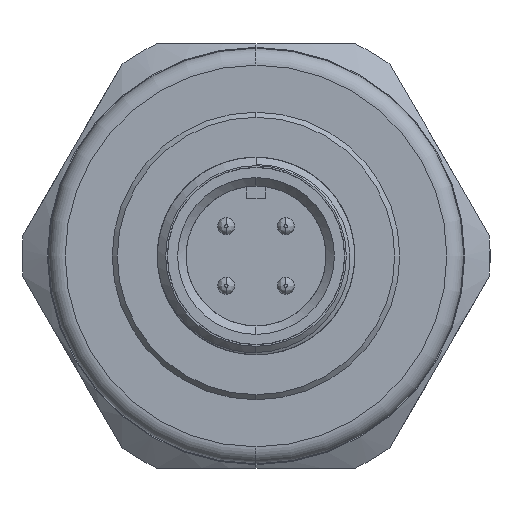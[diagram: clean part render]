
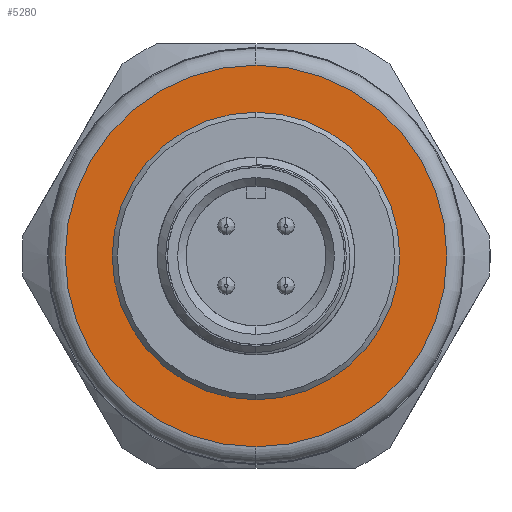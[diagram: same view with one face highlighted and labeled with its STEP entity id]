
A CAD part, left-side view. The second image highlights one B-rep face of the part: STEP entity #5280.
In plain terms, the highlighted face is planar.
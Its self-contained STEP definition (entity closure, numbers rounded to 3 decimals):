
#1656=CARTESIAN_POINT('',(-3.563,23.741,49.057));
#1657=DIRECTION('',(0.,1.,0.));
#1658=DIRECTION('',(0.,0.,1.));
#1659=AXIS2_PLACEMENT_3D('',#1656,#1657,#1658);
#1661=CARTESIAN_POINT('',(-3.563,23.741,49.057));
#1662=DIRECTION('',(0.,1.,0.));
#1663=DIRECTION('',(0.,0.,-1.));
#1664=AXIS2_PLACEMENT_3D('',#1661,#1662,#1663);
#1666=CARTESIAN_POINT('',(-3.563,23.741,49.057));
#1667=DIRECTION('',(0.,1.,0.));
#1668=DIRECTION('',(1.,0.,0.));
#1669=AXIS2_PLACEMENT_3D('',#1666,#1667,#1668);
#1671=CARTESIAN_POINT('',(-3.563,23.741,49.057));
#1672=DIRECTION('',(0.,1.,0.));
#1673=DIRECTION('',(-1.,0.,0.));
#1674=AXIS2_PLACEMENT_3D('',#1671,#1672,#1673);
#3276=CARTESIAN_POINT('',(-3.563,23.741,60.307));
#3277=VERTEX_POINT('',#3276);
#3337=CARTESIAN_POINT('',(-3.563,23.741,37.807));
#3338=VERTEX_POINT('',#3337);
#3501=CARTESIAN_POINT('',(4.812,23.741,49.057));
#3502=CARTESIAN_POINT('',(-11.938,23.741,49.057));
#3503=VERTEX_POINT('',#3501);
#3504=VERTEX_POINT('',#3502);
#5265=CARTESIAN_POINT('',(-3.563,23.741,49.057));
#5266=DIRECTION('',(0.,1.,0.));
#5267=DIRECTION('',(0.,0.,1.));
#5268=AXIS2_PLACEMENT_3D('',#5265,#5266,#5267);
#5269=PLANE('',#5268);
#5270=ORIENTED_EDGE('',*,*,#5259,.F.);
#5271=ORIENTED_EDGE('',*,*,#5244,.F.);
#5272=EDGE_LOOP('',(#5270,#5271));
#5273=FACE_OUTER_BOUND('',#5272,.F.);
#5275=ORIENTED_EDGE('',*,*,#5274,.T.);
#5277=ORIENTED_EDGE('',*,*,#5276,.T.);
#5278=EDGE_LOOP('',(#5275,#5277));
#5279=FACE_BOUND('',#5278,.F.);
#5280=ADVANCED_FACE('',(#5273,#5279),#5269,.T.);
#1660=CIRCLE('',#1659,11.25);
#1665=CIRCLE('',#1664,11.25);
#1670=CIRCLE('',#1669,8.375);
#1675=CIRCLE('',#1674,8.375);
#5244=EDGE_CURVE('',#3338,#3277,#1665,.T.);
#5259=EDGE_CURVE('',#3277,#3338,#1660,.T.);
#5274=EDGE_CURVE('',#3503,#3504,#1670,.T.);
#5276=EDGE_CURVE('',#3504,#3503,#1675,.T.);
